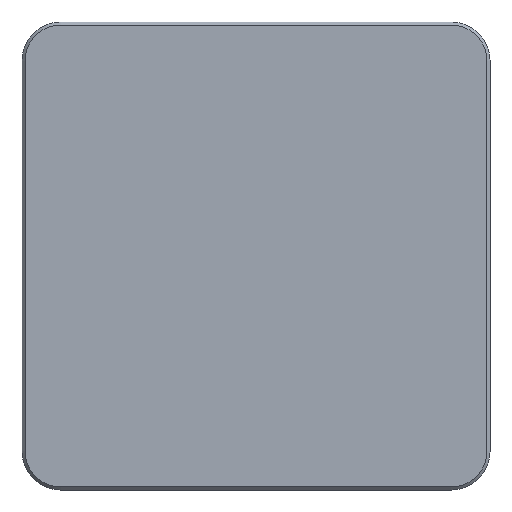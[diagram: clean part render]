
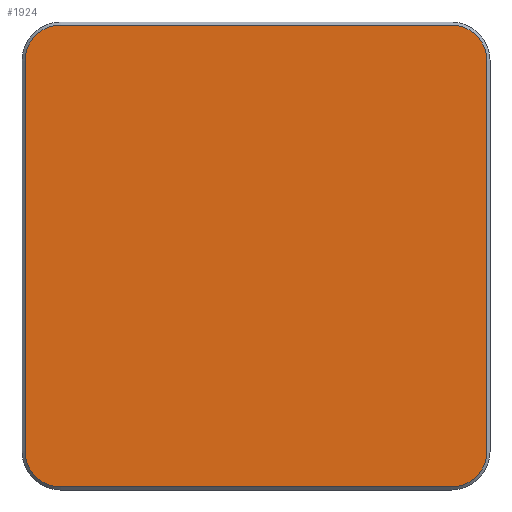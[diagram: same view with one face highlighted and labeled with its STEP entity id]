
A CAD part, front view. The second image highlights one B-rep face of the part: STEP entity #1924.
In plain terms, the highlighted planar face has unit normal (0, -1, 0).
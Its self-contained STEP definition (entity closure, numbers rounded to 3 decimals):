
#85=FACE_OUTER_BOUND('',#209,.T.);
#209=EDGE_LOOP('',(#1282,#1283,#1284,#1285,#1286,#1287,#1288,#1289));
#341=CIRCLE('',#2064,4.6);
#342=CIRCLE('',#2065,4.6);
#343=CIRCLE('',#2066,4.6);
#344=CIRCLE('',#2067,4.6);
#406=LINE('',#2853,#617);
#407=LINE('',#2857,#618);
#408=LINE('',#2861,#619);
#409=LINE('',#2865,#620);
#617=VECTOR('',#2259,10.);
#618=VECTOR('',#2262,10.);
#619=VECTOR('',#2265,10.);
#620=VECTOR('',#2268,10.);
#828=VERTEX_POINT('',#2851);
#829=VERTEX_POINT('',#2852);
#830=VERTEX_POINT('',#2854);
#831=VERTEX_POINT('',#2856);
#832=VERTEX_POINT('',#2858);
#833=VERTEX_POINT('',#2860);
#834=VERTEX_POINT('',#2862);
#835=VERTEX_POINT('',#2864);
#998=EDGE_CURVE('',#828,#829,#406,.T.);
#999=EDGE_CURVE('',#830,#828,#341,.T.);
#1000=EDGE_CURVE('',#831,#830,#407,.T.);
#1001=EDGE_CURVE('',#832,#831,#342,.T.);
#1002=EDGE_CURVE('',#833,#832,#408,.T.);
#1003=EDGE_CURVE('',#834,#833,#343,.T.);
#1004=EDGE_CURVE('',#835,#834,#409,.T.);
#1005=EDGE_CURVE('',#829,#835,#344,.T.);
#1282=ORIENTED_EDGE('',*,*,#998,.F.);
#1283=ORIENTED_EDGE('',*,*,#999,.F.);
#1284=ORIENTED_EDGE('',*,*,#1000,.F.);
#1285=ORIENTED_EDGE('',*,*,#1001,.F.);
#1286=ORIENTED_EDGE('',*,*,#1002,.F.);
#1287=ORIENTED_EDGE('',*,*,#1003,.F.);
#1288=ORIENTED_EDGE('',*,*,#1004,.F.);
#1289=ORIENTED_EDGE('',*,*,#1005,.F.);
#1850=PLANE('',#2063);
#1924=ADVANCED_FACE('',(#85),#1850,.T.);
#2063=AXIS2_PLACEMENT_3D('',#2850,#2257,#2258);
#2064=AXIS2_PLACEMENT_3D('',#2855,#2260,#2261);
#2065=AXIS2_PLACEMENT_3D('',#2859,#2263,#2264);
#2066=AXIS2_PLACEMENT_3D('',#2863,#2266,#2267);
#2067=AXIS2_PLACEMENT_3D('',#2866,#2269,#2270);
#2257=DIRECTION('center_axis',(0.,-1.,0.));
#2258=DIRECTION('ref_axis',(1.,0.,0.));
#2259=DIRECTION('',(-1.,0.,0.));
#2260=DIRECTION('center_axis',(0.,1.,0.));
#2261=DIRECTION('ref_axis',(1.,0.,0.));
#2262=DIRECTION('',(0.,0.,-1.));
#2263=DIRECTION('center_axis',(0.,1.,0.));
#2264=DIRECTION('ref_axis',(0.,0.,1.));
#2265=DIRECTION('',(1.,0.,0.));
#2266=DIRECTION('center_axis',(0.,1.,0.));
#2267=DIRECTION('ref_axis',(-0.707,0.,0.707));
#2268=DIRECTION('',(0.,0.,1.));
#2269=DIRECTION('center_axis',(0.,1.,0.));
#2270=DIRECTION('ref_axis',(-0.707,0.,-0.707));
#2850=CARTESIAN_POINT('Origin',(-11.5,-16.,0.));
#2851=CARTESIAN_POINT('',(13.65,-16.,-29.75));
#2852=CARTESIAN_POINT('',(-36.65,-16.,-29.75));
#2853=CARTESIAN_POINT('',(-12.575,-16.,-29.75));
#2854=CARTESIAN_POINT('',(18.25,-16.,-25.15));
#2855=CARTESIAN_POINT('Origin',(13.65,-16.,-25.15));
#2856=CARTESIAN_POINT('',(18.25,-16.,25.15));
#2857=CARTESIAN_POINT('',(18.25,-16.,-12.575));
#2858=CARTESIAN_POINT('',(13.65,-16.,29.75));
#2859=CARTESIAN_POINT('Origin',(13.65,-16.,25.15));
#2860=CARTESIAN_POINT('',(-36.65,-16.,29.75));
#2861=CARTESIAN_POINT('',(1.075,-16.,29.75));
#2862=CARTESIAN_POINT('',(-41.25,-16.,25.15));
#2863=CARTESIAN_POINT('Origin',(-36.65,-16.,25.15));
#2864=CARTESIAN_POINT('',(-41.25,-16.,-25.15));
#2865=CARTESIAN_POINT('',(-41.25,-16.,12.575));
#2866=CARTESIAN_POINT('Origin',(-36.65,-16.,-25.15));
